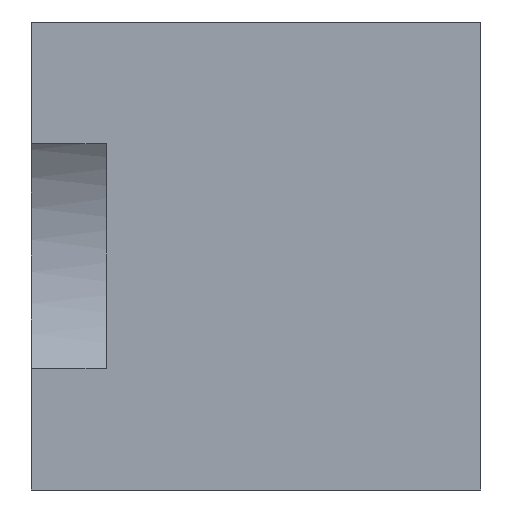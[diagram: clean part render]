
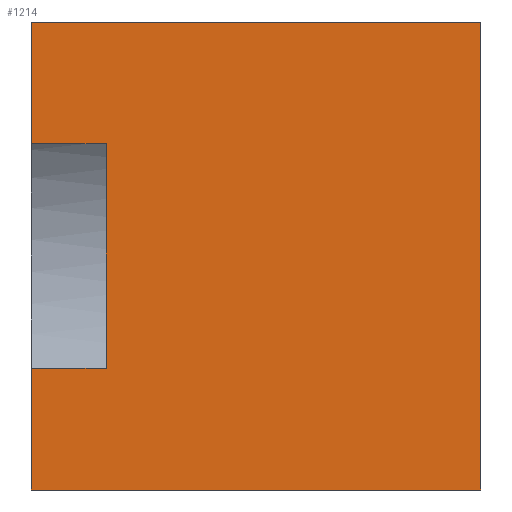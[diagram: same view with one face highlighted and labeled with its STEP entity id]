
A CAD part, left-side view. The second image highlights one B-rep face of the part: STEP entity #1214.
In plain terms, the highlighted planar face has unit normal (-1, 0, 0).
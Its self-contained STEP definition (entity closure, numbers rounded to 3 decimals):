
#24=PLANE('',#1298);
#78=FACE_OUTER_BOUND('',#143,.T.);
#143=EDGE_LOOP('',(#852,#853,#854,#855,#856,#857,#858,#859));
#203=LINE('',#1813,#323);
#212=LINE('',#1835,#332);
#217=LINE('',#1849,#337);
#220=LINE('',#1855,#340);
#223=LINE('',#1861,#343);
#224=LINE('',#1862,#344);
#225=LINE('',#1864,#345);
#226=LINE('',#1865,#346);
#323=VECTOR('',#1428,10.);
#332=VECTOR('',#1445,10.);
#337=VECTOR('',#1458,10.);
#340=VECTOR('',#1463,10.);
#343=VECTOR('',#1468,10.);
#344=VECTOR('',#1469,10.);
#345=VECTOR('',#1470,10.);
#346=VECTOR('',#1471,10.);
#511=VERTEX_POINT('',#1811);
#512=VERTEX_POINT('',#1812);
#520=VERTEX_POINT('',#1833);
#521=VERTEX_POINT('',#1834);
#526=VERTEX_POINT('',#1848);
#528=VERTEX_POINT('',#1854);
#530=VERTEX_POINT('',#1860);
#531=VERTEX_POINT('',#1863);
#636=EDGE_CURVE('',#511,#512,#203,.T.);
#646=EDGE_CURVE('',#520,#521,#212,.T.);
#653=EDGE_CURVE('',#521,#526,#217,.T.);
#656=EDGE_CURVE('',#528,#520,#220,.T.);
#659=EDGE_CURVE('',#530,#526,#223,.T.);
#660=EDGE_CURVE('',#530,#512,#224,.T.);
#661=EDGE_CURVE('',#531,#511,#225,.T.);
#662=EDGE_CURVE('',#528,#531,#226,.T.);
#852=ORIENTED_EDGE('',*,*,#656,.T.);
#853=ORIENTED_EDGE('',*,*,#646,.T.);
#854=ORIENTED_EDGE('',*,*,#653,.T.);
#855=ORIENTED_EDGE('',*,*,#659,.F.);
#856=ORIENTED_EDGE('',*,*,#660,.T.);
#857=ORIENTED_EDGE('',*,*,#636,.F.);
#858=ORIENTED_EDGE('',*,*,#661,.F.);
#859=ORIENTED_EDGE('',*,*,#662,.F.);
#1214=ADVANCED_FACE('',(#78),#24,.F.);
#1298=AXIS2_PLACEMENT_3D('',#1859,#1466,#1467);
#1428=DIRECTION('',(0.,0.,-1.));
#1445=DIRECTION('',(0.,0.,-1.));
#1458=DIRECTION('',(0.,1.,0.));
#1463=DIRECTION('',(0.,-1.,0.));
#1466=DIRECTION('center_axis',(1.,0.,0.));
#1467=DIRECTION('ref_axis',(0.,0.,
-1.));
#1468=DIRECTION('',(0.,0.,1.));
#1469=DIRECTION('',(0.,-1.,0.));
#1470=DIRECTION('',(0.,-1.,0.));
#1471=DIRECTION('',(0.,0.,1.));
#1811=CARTESIAN_POINT('',(-162.506,-110.707,43.25));
#1812=CARTESIAN_POINT('',(-162.506,-110.707,30.75));
#1813=CARTESIAN_POINT('',(-162.506,-110.707,24.375));
#1833=CARTESIAN_POINT('',(-162.506,-100.707,40.));
#1834=CARTESIAN_POINT('',(-162.506,-100.707,34.));
#1835=CARTESIAN_POINT('',(-162.506,-100.707,30.875));
#1848=CARTESIAN_POINT('',(-162.506,-98.707,34.));
#1849=CARTESIAN_POINT('',(-162.506,-232.457,34.));
#1854=CARTESIAN_POINT('',(-162.506,-98.707,40.));
#1855=CARTESIAN_POINT('',(-162.506,-232.457,40.));
#1859=CARTESIAN_POINT('Origin',(-162.506,-366.206,24.75));
#1860=CARTESIAN_POINT('',(-162.506,-98.707,30.75));
#1861=CARTESIAN_POINT('',(-162.506,-98.707,30.875));
#1862=CARTESIAN_POINT('',(-162.506,-231.956,30.75));
#1863=CARTESIAN_POINT('',(-162.506,-98.707,43.25));
#1864=CARTESIAN_POINT('',(-162.506,-190.242,43.25));
#1865=CARTESIAN_POINT('',(-162.506,-98.707,30.875));
